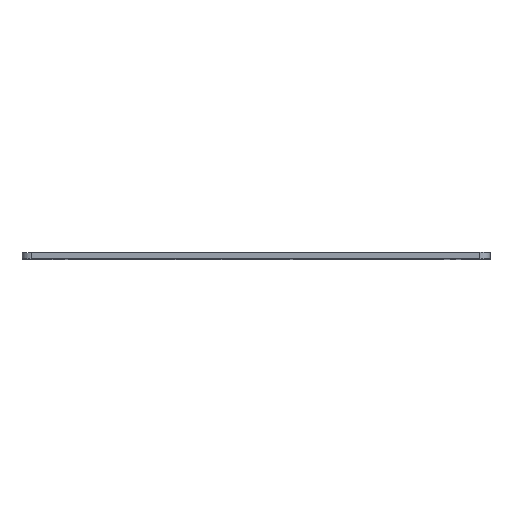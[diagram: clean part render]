
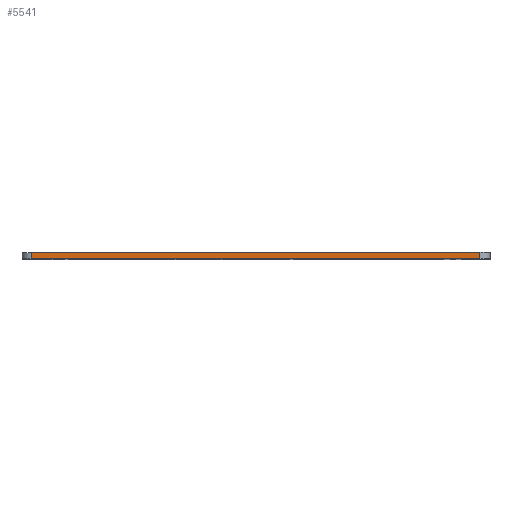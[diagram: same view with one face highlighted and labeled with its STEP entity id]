
A CAD part, top view. The second image highlights one B-rep face of the part: STEP entity #5541.
In plain terms, the highlighted planar face has unit normal (-0.052, 0, 0.999).
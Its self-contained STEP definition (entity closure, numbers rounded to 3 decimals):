
#73 = PLANE('',#74);
#74 = AXIS2_PLACEMENT_3D('',#75,#76,#77);
#75 = CARTESIAN_POINT('',(0.,2.5,0.));
#76 = DIRECTION('',(0.,-1.,0.));
#77 = DIRECTION('',(0.,0.,-1.));
#127 = PLANE('',#128);
#128 = AXIS2_PLACEMENT_3D('',#129,#130,#131);
#129 = CARTESIAN_POINT('',(0.,0.,0.));
#130 = DIRECTION('',(0.,-1.,0.));
#131 = DIRECTION('',(0.,-0.,-1.));
#4871 = CYLINDRICAL_SURFACE('',#4872,4.);
#4872 = AXIS2_PLACEMENT_3D('',#4873,#4874,#4875);
#4873 = CARTESIAN_POINT('',(91.,5.,100.742));
#4874 = DIRECTION('',(0.,-1.,0.));
#4875 = DIRECTION('',(0.,0.,-1.));
#5249 = CYLINDRICAL_SURFACE('',#5250,4.);
#5250 = AXIS2_PLACEMENT_3D('',#5251,#5252,#5253);
#5251 = CARTESIAN_POINT('',(-91.,5.,91.204));
#5252 = DIRECTION('',(0.,-1.,0.));
#5253 = DIRECTION('',(0.,0.,-1.));
#5541 = ADVANCED_FACE('',(#5542),#5556,.F.);
#5542 = FACE_BOUND('',#5543,.T.);
#5543 = EDGE_LOOP('',(#5544,#5574,#5597,#5620));
#5544 = ORIENTED_EDGE('',*,*,#5545,.T.);
#5545 = EDGE_CURVE('',#5546,#5548,#5550,.T.);
#5546 = VERTEX_POINT('',#5547);
#5547 = CARTESIAN_POINT('',(90.791,0.,104.737));
#5548 = VERTEX_POINT('',#5549);
#5549 = CARTESIAN_POINT('',(90.791,2.5,104.737));
#5550 = SURFACE_CURVE('',#5551,(#5555,#5567),.PCURVE_S1.);
#5551 = LINE('',#5552,#5553);
#5552 = CARTESIAN_POINT('',(90.791,5.,104.737));
#5553 = VECTOR('',#5554,1.);
#5554 = DIRECTION('',(-0.,1.,-0.));
#5555 = PCURVE('',#5556,#5561);
#5556 = PLANE('',#5557);
#5557 = AXIS2_PLACEMENT_3D('',#5558,#5559,#5560);
#5558 = CARTESIAN_POINT('',(-95.,5.,95.));
#5559 = DIRECTION('',(0.052,0.,-0.999));
#5560 = DIRECTION('',(-0.999,0.,-0.052));
#5561 = DEFINITIONAL_REPRESENTATION('',(#5562),#5566);
#5562 = LINE('',#5563,#5564);
#5563 = CARTESIAN_POINT('',(-186.046,0.));
#5564 = VECTOR('',#5565,1.);
#5565 = DIRECTION('',(0.,1.));
#5566 = ( GEOMETRIC_REPRESENTATION_CONTEXT(2) 
PARAMETRIC_REPRESENTATION_CONTEXT() REPRESENTATION_CONTEXT('2D SPACE',''
  ) );
#5567 = PCURVE('',#4871,#5568);
#5568 = DEFINITIONAL_REPRESENTATION('',(#5569),#5573);
#5569 = LINE('',#5570,#5571);
#5570 = CARTESIAN_POINT('',(3.194,0.));
#5571 = VECTOR('',#5572,1.);
#5572 = DIRECTION('',(0.,-1.));
#5573 = ( GEOMETRIC_REPRESENTATION_CONTEXT(2) 
PARAMETRIC_REPRESENTATION_CONTEXT() REPRESENTATION_CONTEXT('2D SPACE',''
  ) );
#5574 = ORIENTED_EDGE('',*,*,#5575,.F.);
#5575 = EDGE_CURVE('',#5576,#5548,#5578,.T.);
#5576 = VERTEX_POINT('',#5577);
#5577 = CARTESIAN_POINT('',(-91.209,2.5,95.199));
#5578 = SURFACE_CURVE('',#5579,(#5583,#5590),.PCURVE_S1.);
#5579 = LINE('',#5580,#5581);
#5580 = CARTESIAN_POINT('',(95.,2.5,104.957));
#5581 = VECTOR('',#5582,1.);
#5582 = DIRECTION('',(0.999,-0.,0.052));
#5583 = PCURVE('',#5556,#5584);
#5584 = DEFINITIONAL_REPRESENTATION('',(#5585),#5589);
#5585 = LINE('',#5586,#5587);
#5586 = CARTESIAN_POINT('',(-190.261,-2.5));
#5587 = VECTOR('',#5588,1.);
#5588 = DIRECTION('',(-1.,0.));
#5589 = ( GEOMETRIC_REPRESENTATION_CONTEXT(2) 
PARAMETRIC_REPRESENTATION_CONTEXT() REPRESENTATION_CONTEXT('2D SPACE',''
  ) );
#5590 = PCURVE('',#73,#5591);
#5591 = DEFINITIONAL_REPRESENTATION('',(#5592),#5596);
#5592 = LINE('',#5593,#5594);
#5593 = CARTESIAN_POINT('',(-104.957,95.));
#5594 = VECTOR('',#5595,1.);
#5595 = DIRECTION('',(-0.052,0.999));
#5596 = ( GEOMETRIC_REPRESENTATION_CONTEXT(2) 
PARAMETRIC_REPRESENTATION_CONTEXT() REPRESENTATION_CONTEXT('2D SPACE',''
  ) );
#5597 = ORIENTED_EDGE('',*,*,#5598,.T.);
#5598 = EDGE_CURVE('',#5576,#5599,#5601,.T.);
#5599 = VERTEX_POINT('',#5600);
#5600 = CARTESIAN_POINT('',(-91.209,0.,95.199));
#5601 = SURFACE_CURVE('',#5602,(#5606,#5613),.PCURVE_S1.);
#5602 = LINE('',#5603,#5604);
#5603 = CARTESIAN_POINT('',(-91.209,5.,95.199));
#5604 = VECTOR('',#5605,1.);
#5605 = DIRECTION('',(0.,-1.,0.));
#5606 = PCURVE('',#5556,#5607);
#5607 = DEFINITIONAL_REPRESENTATION('',(#5608),#5612);
#5608 = LINE('',#5609,#5610);
#5609 = CARTESIAN_POINT('',(-3.796,0.));
#5610 = VECTOR('',#5611,1.);
#5611 = DIRECTION('',(-0.,-1.));
#5612 = ( GEOMETRIC_REPRESENTATION_CONTEXT(2) 
PARAMETRIC_REPRESENTATION_CONTEXT() REPRESENTATION_CONTEXT('2D SPACE',''
  ) );
#5613 = PCURVE('',#5249,#5614);
#5614 = DEFINITIONAL_REPRESENTATION('',(#5615),#5619);
#5615 = LINE('',#5616,#5617);
#5616 = CARTESIAN_POINT('',(3.194,0.));
#5617 = VECTOR('',#5618,1.);
#5618 = DIRECTION('',(0.,1.));
#5619 = ( GEOMETRIC_REPRESENTATION_CONTEXT(2) 
PARAMETRIC_REPRESENTATION_CONTEXT() REPRESENTATION_CONTEXT('2D SPACE',''
  ) );
#5620 = ORIENTED_EDGE('',*,*,#5621,.T.);
#5621 = EDGE_CURVE('',#5599,#5546,#5622,.T.);
#5622 = SURFACE_CURVE('',#5623,(#5627,#5634),.PCURVE_S1.);
#5623 = LINE('',#5624,#5625);
#5624 = CARTESIAN_POINT('',(-95.,0.,95.));
#5625 = VECTOR('',#5626,1.);
#5626 = DIRECTION('',(0.999,0.,0.052));
#5627 = PCURVE('',#5556,#5628);
#5628 = DEFINITIONAL_REPRESENTATION('',(#5629),#5633);
#5629 = LINE('',#5630,#5631);
#5630 = CARTESIAN_POINT('',(-0.,-5.));
#5631 = VECTOR('',#5632,1.);
#5632 = DIRECTION('',(-1.,0.));
#5633 = ( GEOMETRIC_REPRESENTATION_CONTEXT(2) 
PARAMETRIC_REPRESENTATION_CONTEXT() REPRESENTATION_CONTEXT('2D SPACE',''
  ) );
#5634 = PCURVE('',#127,#5635);
#5635 = DEFINITIONAL_REPRESENTATION('',(#5636),#5640);
#5636 = LINE('',#5637,#5638);
#5637 = CARTESIAN_POINT('',(-95.,-95.));
#5638 = VECTOR('',#5639,1.);
#5639 = DIRECTION('',(-0.052,0.999));
#5640 = ( GEOMETRIC_REPRESENTATION_CONTEXT(2) 
PARAMETRIC_REPRESENTATION_CONTEXT() REPRESENTATION_CONTEXT('2D SPACE',''
  ) );
